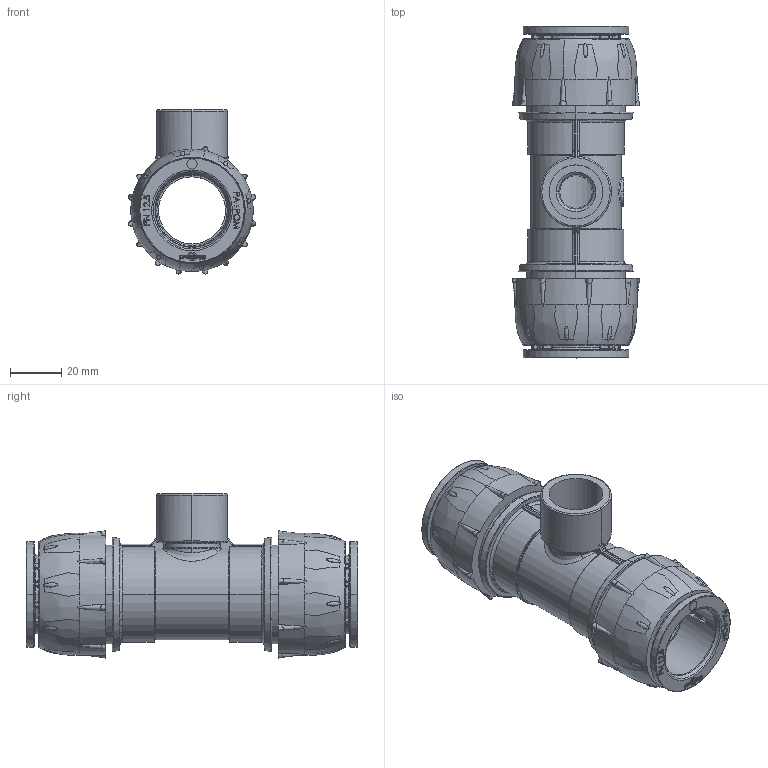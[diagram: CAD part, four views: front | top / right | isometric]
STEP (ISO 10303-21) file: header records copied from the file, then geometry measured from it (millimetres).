
FILE_DESCRIPTION (( 'STEP AP203' ), '1' );
FILE_NAME ('R215.028.012.STEP', '2022-05-02T08:43:36', ( '' ), ( '' ), 'SwSTEP 2.0', 'SolidWorks 2021', '' );
FILE_SCHEMA (( 'CONFIG_CONTROL_DESIGN' ));
Length unit declared in the file: millimetre
Products named in the file (6): R209.028.002; OR_27.4x2.7; R209.028.001; R215.028.012-L; R209.028.003; R215.028.012
Assembly tree (9 placements, depth 2):
  R215.028.012
    R215.028.012-L
    OR_27.4x2.7  x2
    R209.028.001  x2
    R209.028.002  x2
    R209.028.003  x2
Bounding box: 49.49 x 128.9 x 63.74 mm (x, y, z)
Volume: 84005.1 mm3; surface area: 61992.9 mm2
Topology: 9 solids, 9 shells, 1662 faces, 4356 edges, 2747 vertices
Faces by surface type: bspline 708, plane 433, cylinder 275, torus 130, cone 100, sphere 16
Entity records: 50988 total; most frequent: CARTESIAN_POINT 29247, ORIENTED_EDGE 5062, DIRECTION 3347, EDGE_CURVE 2531, VERTEX_POINT 1616, AXIS2_PLACEMENT_3D 1264, EDGE_LOOP 1043, B_SPLINE_CURVE_WITH_KNOTS 1014
